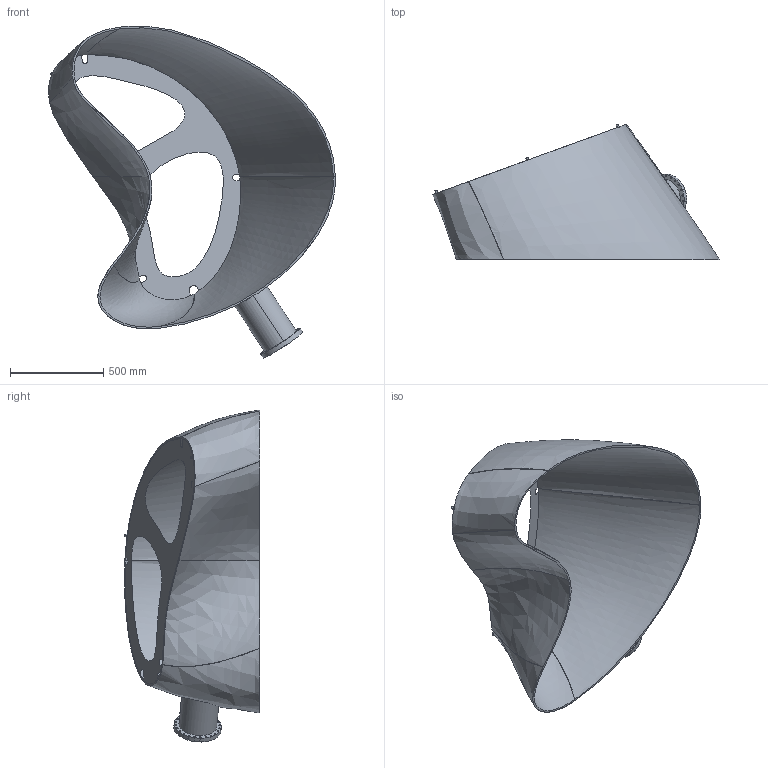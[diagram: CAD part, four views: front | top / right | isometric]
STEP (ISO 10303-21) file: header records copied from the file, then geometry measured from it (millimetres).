
FILE_DESCRIPTION(('CATIA V5 STEP Exchange'),'2;1');
FILE_NAME('kevin''Final Model.stp','2004-04-21T21:21:25+00:00',('none'),('none'),'CATIA Version 5 Release 12 (IN-9)','CATIA V5 STEP AP214','none');
FILE_SCHEMA(('AUTOMOTIVE_DESIGN { 1 0 10303 214 1 1 1 1 }'));
Products named in the file (24): Product2; PART1; PART2; PART3; PART4; PART5; Inspection monument 1; Inspection monument 2; Inspection monument 3; SE121-003_P_AF1_ASM; SE121-028_P_AF1_ASM; SE121-029_P_AF1; SE121-001P-6_AF0; SE121-003P-3_ASM; SE121-028_P_AF2_ASM; SE121-029_P_AF2; SE121-001P-6; SE121-003P-4; Point cloud data 1; Point cloud data 2; Point cloud data 3; Test; Point cloud data 4; Final Point Cloud Data
Assembly tree (23 placements, depth 4):
  Product2
    PART1
    PART2
    PART3
    PART4
    PART5
    Inspection monument 1
    Inspection monument 2
    Inspection monument 3
    SE121-003_P_AF1_ASM
      SE121-028_P_AF1_ASM
        SE121-029_P_AF1
      SE121-001P-6_AF0
    SE121-003P-3_ASM
      SE121-028_P_AF2_ASM
        SE121-029_P_AF2
      SE121-001P-6
    SE121-003P-4
    Point cloud data 1
    Point cloud data 2
    Point cloud data 3
    Test
    Point cloud data 4
    Final Point Cloud Data
Bounding box: 1538.01 x 726.37 x 1779.76 mm (x, y, z)
Volume: 27158890.8 mm3; surface area: 9329817 mm2
Topology: 12 solids, 21 shells, 147 faces, 704 edges, 7984 vertices
Faces by surface type: cylinder 84, bspline 39, plane 16, cone 8
Entity records: 73937 total; most frequent: CARTESIAN_POINT 38463, PRESENTATION_STYLE_ASSIGNMENT 7420, STYLED_ITEM 7416, POINT_STYLE 7354, PRE_DEFINED_POINT_MARKER_SYMBOL 7354, ORIENTED_EDGE 1070, EDGE_CURVE 649, DIRECTION 559
